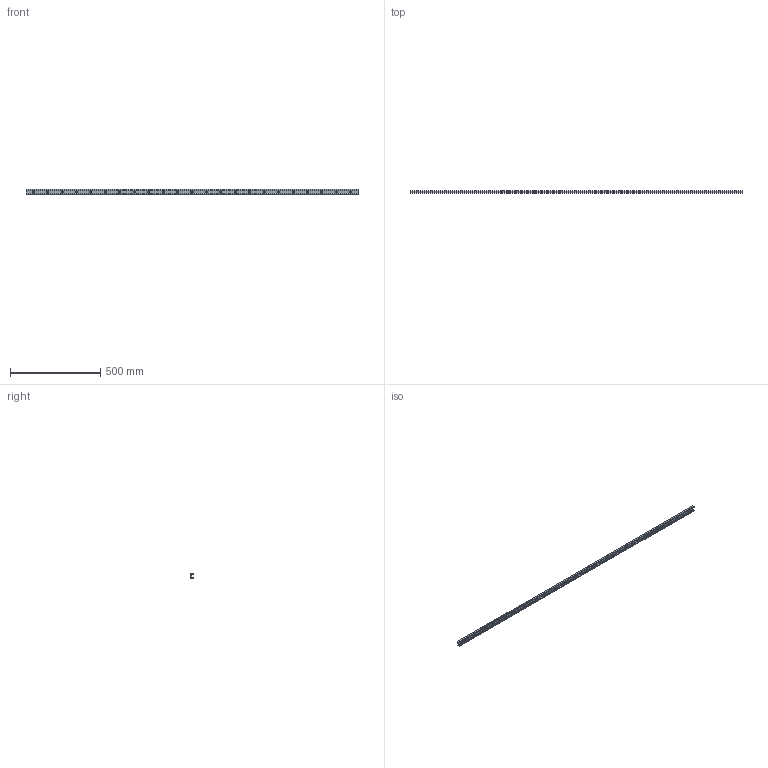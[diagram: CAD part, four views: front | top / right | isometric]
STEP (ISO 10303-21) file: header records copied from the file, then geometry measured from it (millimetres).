
FILE_DESCRIPTION((''),'2;1');
FILE_NAME('LCX 28H-1840.V.stp','2016-04-28T13:28:39',('MRathmann'),(''),'Autodesk Inventor 2012','Autodesk Inventor 2012','');
FILE_SCHEMA(('CONFIG_CONTROL_DESIGN'));
Length unit declared in the file: millimetre
Products named in the file (1): LCX 28H-1840.V
Bounding box: 1840 x 12.3 x 28 mm (x, y, z)
Volume: 299016.3 mm3; surface area: 177400.2 mm2
Topology: 1 solids, 1 shells, 70 faces, 181 edges, 113 vertices
Faces by surface type: cylinder 34, cone 23, plane 13
Full cylindrical faces by diameter (mm): 5.5 x23
Entity records: 2040 total; most frequent: DIRECTION 368, CARTESIAN_POINT 319, ORIENTED_EDGE 270, AXIS2_PLACEMENT_3D 162, EDGE_LOOP 162, EDGE_CURVE 135, VERTEX_POINT 113, FACE_BOUND 92
